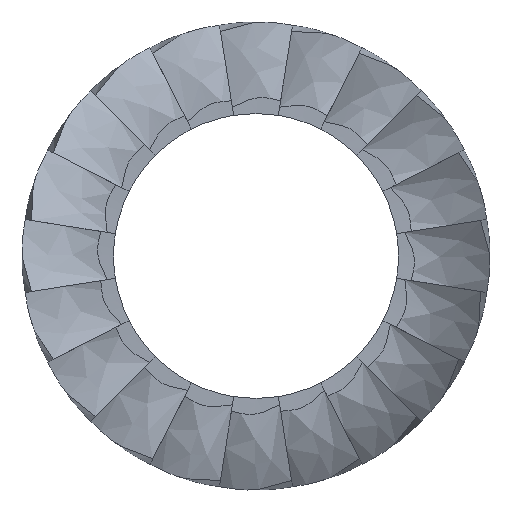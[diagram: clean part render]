
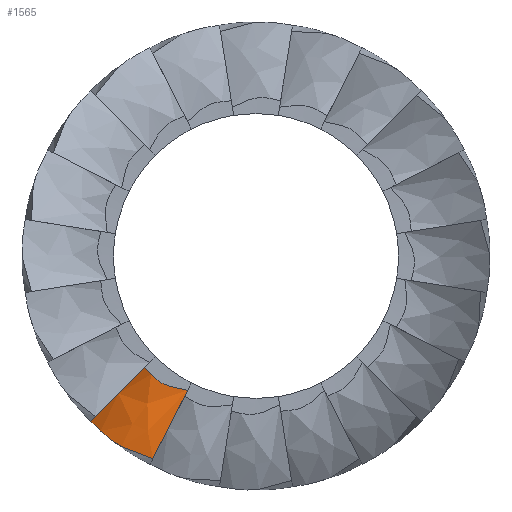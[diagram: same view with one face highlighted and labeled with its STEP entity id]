
A CAD part, front view. The second image highlights one B-rep face of the part: STEP entity #1565.
In plain terms, the highlighted free-form (B-spline) face has degree [3, 3] with [4, 5] control points.
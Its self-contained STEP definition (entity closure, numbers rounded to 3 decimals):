
#10 = CARTESIAN_POINT ( 'NONE',  ( -4.876, -0.5, -4.876 ) ) ;
#62 = DIRECTION ( 'NONE',  ( -0.678, 0.286, -0.678 ) ) ;
#212 = VERTEX_POINT ( 'NONE', #1270 ) ;
#550 = CARTESIAN_POINT ( 'NONE',  ( -5.494, -0.462, -7.484 ) ) ;
#795 = B_SPLINE_CURVE_WITH_KNOTS ( 'NONE', 3,
 ( #1038, #5607, #2882, #3750, #2018 ),
 .UNSPECIFIED., .F., .F.,
 ( 4, 1, 4 ),
 ( 0., 0.503, 1. ),
 .UNSPECIFIED. ) ;
#970 = CARTESIAN_POINT ( 'NONE',  ( -6.457, 0.167, -6.457 ) ) ;
#1009 = CARTESIAN_POINT ( 'NONE',  ( -3.51, -0.821, -6.889 ) ) ;
#1038 = CARTESIAN_POINT ( 'NONE',  ( -4.529, -1.462, -8.888 ) ) ;
#1119 = CARTESIAN_POINT ( 'NONE',  ( -7.248, 0.5, -7.248 ) ) ;
#1252 = VECTOR ( 'NONE', #3851, 1000. ) ;
#1270 = CARTESIAN_POINT ( 'NONE',  ( -4.529, -1.462, -8.888 ) ) ;
#1285 = VERTEX_POINT ( 'NONE', #1119 ) ;
#1345 = CARTESIAN_POINT ( 'NONE',  ( -4.876, -0.5, -4.876 ) ) ;
#1348 = CARTESIAN_POINT ( 'NONE',  ( -3.001, -0.5, -5.89 ) ) ;
#1451 = CARTESIAN_POINT ( 'NONE',  ( -5.393, -0.267, -5.973 ) ) ;
#1542 = LINE ( 'NONE', #1937, #2559 ) ;
#1565 = ADVANCED_FACE ( 'NONE', ( #3396 ), #3678, .T. ) ;
#1850 = CARTESIAN_POINT ( 'NONE',  ( -4.019, -1.141, -7.889 ) ) ;
#1902 = CARTESIAN_POINT ( 'NONE',  ( -7.248, 0.5, -7.248 ) ) ;
#1923 = CARTESIAN_POINT ( 'NONE',  ( -3.001, -0.5, -5.89 ) ) ;
#1937 = CARTESIAN_POINT ( 'NONE',  ( -4.876, -0.5, -4.876 ) ) ;
#1939 = ORIENTED_EDGE ( 'NONE', *, *, #2282, .T. ) ;
#2018 = CARTESIAN_POINT ( 'NONE',  ( -7.248, 0.5, -7.248 ) ) ;
#2029 = DIRECTION ( 'NONE',  ( -0.437, -0.275, -0.857 ) ) ;
#2282 = EDGE_CURVE ( 'NONE', #3573, #3988, #3828, .T. ) ;
#2336 = CARTESIAN_POINT ( 'NONE',  ( -4.513, -0.914, -7.753 ) ) ;
#2352 = CARTESIAN_POINT ( 'NONE',  ( -6.144, -0.455, -8.379 ) ) ;
#2389 = CARTESIAN_POINT ( 'NONE',  ( -4.194, -0.476, -5.695 ) ) ;
#2559 = VECTOR ( 'NONE', #62, 1000. ) ;
#2567 = LINE ( 'NONE', #2989, #3323 ) ;
#2748 = ORIENTED_EDGE ( 'NONE', *, *, #5342, .F. ) ;
#2756 = CARTESIAN_POINT ( 'NONE',  ( -3.001, -0.5, -5.89 ) ) ;
#2814 = CARTESIAN_POINT ( 'NONE',  ( -5.069, -1.125, -8.718 ) ) ;
#2882 = CARTESIAN_POINT ( 'NONE',  ( -6.144, -0.455, -8.379 ) ) ;
#2897 = CARTESIAN_POINT ( 'NONE',  ( -4.876, -0.5, -4.876 ) ) ;
#2989 = CARTESIAN_POINT ( 'NONE',  ( -3.001, -0.5, -5.89 ) ) ;
#3001 = EDGE_CURVE ( 'NONE', #3573, #212, #2567, .T. ) ;
#3167 = ORIENTED_EDGE ( 'NONE', *, *, #3001, .F. ) ;
#3323 = VECTOR ( 'NONE', #2029, 1000. ) ;
#3396 = FACE_OUTER_BOUND ( 'NONE', #3782, .T. ) ;
#3527 = LINE ( 'NONE', #2897, #1252 ) ;
#3573 = VERTEX_POINT ( 'NONE', #2756 ) ;
#3678 = B_SPLINE_SURFACE_WITH_KNOTS ( 'NONE', 3, 3, ( 
 ( #4584, #2814, #2352, #5492, #1902 ),
 ( #1850, #2336, #550, #5473, #970 ),
 ( #1009, #4150, #4172, #1451, #4638 ),
 ( #1923, #5075, #2389, #3864, #4720 ) ),
 .UNSPECIFIED., .F., .F., .F.,
 ( 4, 4 ),
 ( 4, 1, 4 ),
 ( 0., 1. ),
 ( 0., 0.503, 1. ),
 .UNSPECIFIED. ) ;
#3750 = CARTESIAN_POINT ( 'NONE',  ( -6.881, 0.183, -7.624 ) ) ;
#3782 = EDGE_LOOP ( 'NONE', ( #3167, #1939, #4755, #5113, #2748 ) ) ;
#3828 = B_SPLINE_CURVE_WITH_KNOTS ( 'NONE', 3,
 ( #1348, #4593, #5014, #5487, #10 ),
 .UNSPECIFIED., .F., .F.,
 ( 4, 1, 4 ),
 ( 0., 0.503, 1. ),
 .UNSPECIFIED. ) ;
#3851 = DIRECTION ( 'NONE',  ( -0.678, 0.286, -0.678 ) ) ;
#3864 = CARTESIAN_POINT ( 'NONE',  ( -4.649, -0.492, -5.148 ) ) ;
#3988 = VERTEX_POINT ( 'NONE', #1345 ) ;
#4150 = CARTESIAN_POINT ( 'NONE',  ( -3.956, -0.703, -6.789 ) ) ;
#4172 = CARTESIAN_POINT ( 'NONE',  ( -4.844, -0.469, -6.589 ) ) ;
#4192 = EDGE_CURVE ( 'NONE', #3988, #4447, #1542, .T. ) ;
#4274 = CARTESIAN_POINT ( 'NONE',  ( -6.037, -0.011, -6.037 ) ) ;
#4447 = VERTEX_POINT ( 'NONE', #4274 ) ;
#4584 = CARTESIAN_POINT ( 'NONE',  ( -4.529, -1.462, -8.888 ) ) ;
#4593 = CARTESIAN_POINT ( 'NONE',  ( -3.4, -0.492, -5.824 ) ) ;
#4638 = CARTESIAN_POINT ( 'NONE',  ( -5.667, -0.167, -5.667 ) ) ;
#4720 = CARTESIAN_POINT ( 'NONE',  ( -4.876, -0.5, -4.876 ) ) ;
#4755 = ORIENTED_EDGE ( 'NONE', *, *, #4192, .T. ) ;
#5014 = CARTESIAN_POINT ( 'NONE',  ( -4.194, -0.476, -5.695 ) ) ;
#5075 = CARTESIAN_POINT ( 'NONE',  ( -3.4, -0.492, -5.824 ) ) ;
#5113 = ORIENTED_EDGE ( 'NONE', *, *, #5411, .T. ) ;
#5342 = EDGE_CURVE ( 'NONE', #212, #1285, #795, .T. ) ;
#5411 = EDGE_CURVE ( 'NONE', #4447, #1285, #3527, .T. ) ;
#5473 = CARTESIAN_POINT ( 'NONE',  ( -6.137, -0.042, -6.798 ) ) ;
#5487 = CARTESIAN_POINT ( 'NONE',  ( -4.649, -0.492, -5.148 ) ) ;
#5492 = CARTESIAN_POINT ( 'NONE',  ( -6.881, 0.183, -7.624 ) ) ;
#5607 = CARTESIAN_POINT ( 'NONE',  ( -5.069, -1.125, -8.718 ) ) ;
